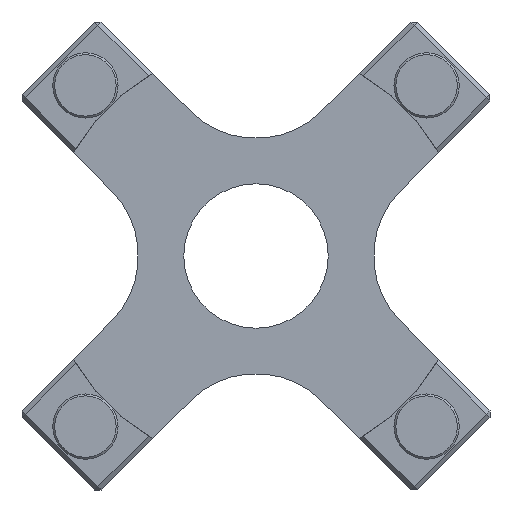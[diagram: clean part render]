
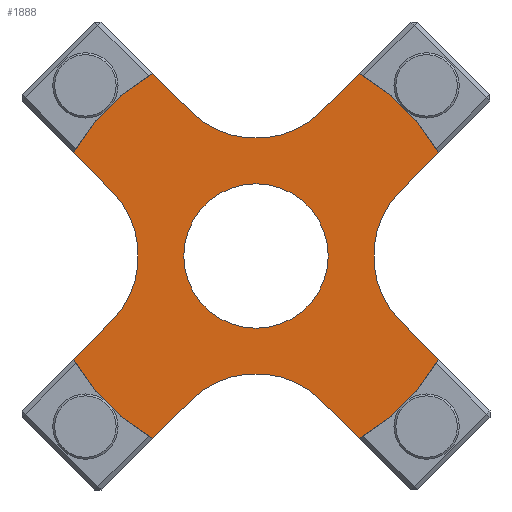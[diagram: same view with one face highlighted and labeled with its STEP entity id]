
A CAD part, front view. The second image highlights one B-rep face of the part: STEP entity #1888.
In plain terms, the highlighted face is planar.
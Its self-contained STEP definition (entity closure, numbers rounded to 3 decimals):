
#79=FACE_BOUND('',#314,.T.);
#98=PLANE('',#2109);
#194=FACE_OUTER_BOUND('',#313,.T.);
#313=EDGE_LOOP('',(#1346,#1347,#1348,#1349,#1350,#1351,#1352,#1353,#1354,
#1355,#1356,#1357,#1358,#1359,#1360,#1361));
#314=EDGE_LOOP('',(#1362));
#455=LINE('',#2978,#633);
#456=LINE('',#2981,#634);
#457=LINE('',#2983,#635);
#458=LINE('',#2986,#636);
#459=LINE('',#2988,#637);
#460=LINE('',#2991,#638);
#461=LINE('',#2993,#639);
#462=LINE('',#2996,#640);
#633=VECTOR('',#2363,10.);
#634=VECTOR('',#2366,10.);
#635=VECTOR('',#2367,10.);
#636=VECTOR('',#2370,10.);
#637=VECTOR('',#2371,10.);
#638=VECTOR('',#2374,10.);
#639=VECTOR('',#2375,10.);
#640=VECTOR('',#2378,10.);
#803=CIRCLE('',#2088,7.75);
#804=CIRCLE('',#2090,22.5);
#807=CIRCLE('',#2098,22.5);
#809=CIRCLE('',#2103,22.5);
#810=CIRCLE('',#2105,22.5);
#812=CIRCLE('',#2110,10.);
#813=CIRCLE('',#2111,10.);
#814=CIRCLE('',#2112,10.);
#815=CIRCLE('',#2113,10.);
#881=VERTEX_POINT('',#2921);
#882=VERTEX_POINT('',#2925);
#884=VERTEX_POINT('',#2928);
#889=VERTEX_POINT('',#2939);
#893=VERTEX_POINT('',#2947);
#895=VERTEX_POINT('',#2952);
#899=VERTEX_POINT('',#2960);
#900=VERTEX_POINT('',#2964);
#902=VERTEX_POINT('',#2967);
#906=VERTEX_POINT('',#2977);
#907=VERTEX_POINT('',#2979);
#908=VERTEX_POINT('',#2982);
#909=VERTEX_POINT('',#2984);
#910=VERTEX_POINT('',#2987);
#911=VERTEX_POINT('',#2989);
#912=VERTEX_POINT('',#2992);
#913=VERTEX_POINT('',#2994);
#1049=EDGE_CURVE('',#881,#881,#803,.T.);
#1051=EDGE_CURVE('',#882,#884,#804,.T.);
#1061=EDGE_CURVE('',#893,#889,#807,.T.);
#1067=EDGE_CURVE('',#899,#895,#809,.T.);
#1069=EDGE_CURVE('',#900,#902,#810,.T.);
#1074=EDGE_CURVE('',#906,#900,#455,.T.);
#1075=EDGE_CURVE('',#907,#906,#812,.T.);
#1076=EDGE_CURVE('',#895,#907,#456,.T.);
#1077=EDGE_CURVE('',#908,#899,#457,.T.);
#1078=EDGE_CURVE('',#909,#908,#813,.T.);
#1079=EDGE_CURVE('',#889,#909,#458,.T.);
#1080=EDGE_CURVE('',#910,#893,#459,.T.);
#1081=EDGE_CURVE('',#911,#910,#814,.T.);
#1082=EDGE_CURVE('',#884,#911,#460,.T.);
#1083=EDGE_CURVE('',#912,#882,#461,.T.);
#1084=EDGE_CURVE('',#913,#912,#815,.T.);
#1085=EDGE_CURVE('',#902,#913,#462,.T.);
#1346=ORIENTED_EDGE('',*,*,#1074,.F.);
#1347=ORIENTED_EDGE('',*,*,#1075,.F.);
#1348=ORIENTED_EDGE('',*,*,#1076,.F.);
#1349=ORIENTED_EDGE('',*,*,#1067,.F.);
#1350=ORIENTED_EDGE('',*,*,#1077,.F.);
#1351=ORIENTED_EDGE('',*,*,#1078,.F.);
#1352=ORIENTED_EDGE('',*,*,#1079,.F.);
#1353=ORIENTED_EDGE('',*,*,#1061,.F.);
#1354=ORIENTED_EDGE('',*,*,#1080,.F.);
#1355=ORIENTED_EDGE('',*,*,#1081,.F.);
#1356=ORIENTED_EDGE('',*,*,#1082,.F.);
#1357=ORIENTED_EDGE('',*,*,#1051,.F.);
#1358=ORIENTED_EDGE('',*,*,#1083,.F.);
#1359=ORIENTED_EDGE('',*,*,#1084,.F.);
#1360=ORIENTED_EDGE('',*,*,#1085,.F.);
#1361=ORIENTED_EDGE('',*,*,#1069,.F.);
#1362=ORIENTED_EDGE('',*,*,#1049,.T.);
#1888=ADVANCED_FACE('',(#194,#79),#98,.F.);
#2088=AXIS2_PLACEMENT_3D('',#2923,#2311,#2312);
#2090=AXIS2_PLACEMENT_3D('',#2929,#2316,#2317);
#2098=AXIS2_PLACEMENT_3D('',#2949,#2335,#2336);
#2103=AXIS2_PLACEMENT_3D('',#2962,#2347,#2348);
#2105=AXIS2_PLACEMENT_3D('',#2968,#2352,#2353);
#2109=AXIS2_PLACEMENT_3D('',#2976,#2361,#2362);
#2110=AXIS2_PLACEMENT_3D('',#2980,#2364,#2365);
#2111=AXIS2_PLACEMENT_3D('',#2985,#2368,#2369);
#2112=AXIS2_PLACEMENT_3D('',#2990,#2372,#2373);
#2113=AXIS2_PLACEMENT_3D('',#2995,#2376,#2377);
#2311=DIRECTION('center_axis',(0.,0.,1.));
#2312=DIRECTION('ref_axis',(-1.,0.,0.));
#2316=DIRECTION('center_axis',(0.,0.,1.));
#2317=DIRECTION('ref_axis',(1.,0.,0.));
#2335=DIRECTION('center_axis',(0.,0.,1.));
#2336=DIRECTION('ref_axis',(1.,0.,0.));
#2347=DIRECTION('center_axis',(0.,0.,1.));
#2348=DIRECTION('ref_axis',(1.,0.,0.));
#2352=DIRECTION('center_axis',(0.,0.,1.));
#2353=DIRECTION('ref_axis',(1.,0.,0.));
#2361=DIRECTION('center_axis',(0.,0.,1.));
#2362=DIRECTION('ref_axis',(1.,0.,0.));
#2363=DIRECTION('',(0.707,0.707,0.));
#2364=DIRECTION('center_axis',(0.,0.,-1.));
#2365=DIRECTION('ref_axis',(-1.,0.,0.));
#2366=DIRECTION('',(-0.707,0.707,0.));
#2367=DIRECTION('',(0.707,-0.707,0.));
#2368=DIRECTION('center_axis',(0.,0.,-1.));
#2369=DIRECTION('ref_axis',(0.,1.,0.));
#2370=DIRECTION('',(0.707,0.707,0.));
#2371=DIRECTION('',(-0.707,-0.707,0.));
#2372=DIRECTION('center_axis',(0.,0.,-1.));
#2373=DIRECTION('ref_axis',(1.,0.,0.));
#2374=DIRECTION('',(0.707,-0.707,0.));
#2375=DIRECTION('',(-0.707,0.707,0.));
#2376=DIRECTION('center_axis',(0.,0.,-1.));
#2377=DIRECTION('ref_axis',(0.,-1.,0.));
#2378=DIRECTION('',(-0.707,-0.707,0.));
#2921=CARTESIAN_POINT('',(7.75,0.,4.));
#2923=CARTESIAN_POINT('Origin',(0.,0.,4.));
#2925=CARTESIAN_POINT('',(-11.091,19.576,4.));
#2928=CARTESIAN_POINT('',(-19.576,11.091,4.));
#2929=CARTESIAN_POINT('Origin',(0.,0.,4.));
#2939=CARTESIAN_POINT('',(-11.091,-19.576,4.));
#2947=CARTESIAN_POINT('',(-19.576,-11.091,4.));
#2949=CARTESIAN_POINT('Origin',(0.,0.,4.));
#2952=CARTESIAN_POINT('',(19.576,-11.091,4.));
#2960=CARTESIAN_POINT('',(11.091,-19.576,4.));
#2962=CARTESIAN_POINT('Origin',(0.,0.,4.));
#2964=CARTESIAN_POINT('',(19.576,11.091,4.));
#2967=CARTESIAN_POINT('',(11.091,19.576,4.));
#2968=CARTESIAN_POINT('Origin',(0.,0.,4.));
#2976=CARTESIAN_POINT('Origin',(0.,0.,4.));
#2977=CARTESIAN_POINT('',(15.556,7.071,4.));
#2978=CARTESIAN_POINT('',(6.364,-2.121,4.));
#2979=CARTESIAN_POINT('',(15.556,-7.071,4.));
#2980=CARTESIAN_POINT('Origin',(22.627,0.,4.));
#2981=CARTESIAN_POINT('',(14.849,-6.364,4.));
#2982=CARTESIAN_POINT('',(7.071,-15.556,4.));
#2983=CARTESIAN_POINT('',(-2.121,-6.364,4.));
#2984=CARTESIAN_POINT('',(-7.071,-15.556,4.));
#2985=CARTESIAN_POINT('Origin',(0.,-22.627,
4.));
#2986=CARTESIAN_POINT('',(-6.364,-14.849,4.));
#2987=CARTESIAN_POINT('',(-15.556,-7.071,4.));
#2988=CARTESIAN_POINT('',(-6.364,2.121,4.));
#2989=CARTESIAN_POINT('',(-15.556,7.071,4.));
#2990=CARTESIAN_POINT('Origin',(-22.627,0.,
4.));
#2991=CARTESIAN_POINT('',(-14.849,6.364,4.));
#2992=CARTESIAN_POINT('',(-7.071,15.556,4.));
#2993=CARTESIAN_POINT('',(2.121,6.364,4.));
#2994=CARTESIAN_POINT('',(7.071,15.556,4.));
#2995=CARTESIAN_POINT('Origin',(0.,22.627,4.));
#2996=CARTESIAN_POINT('',(6.364,14.849,4.));
